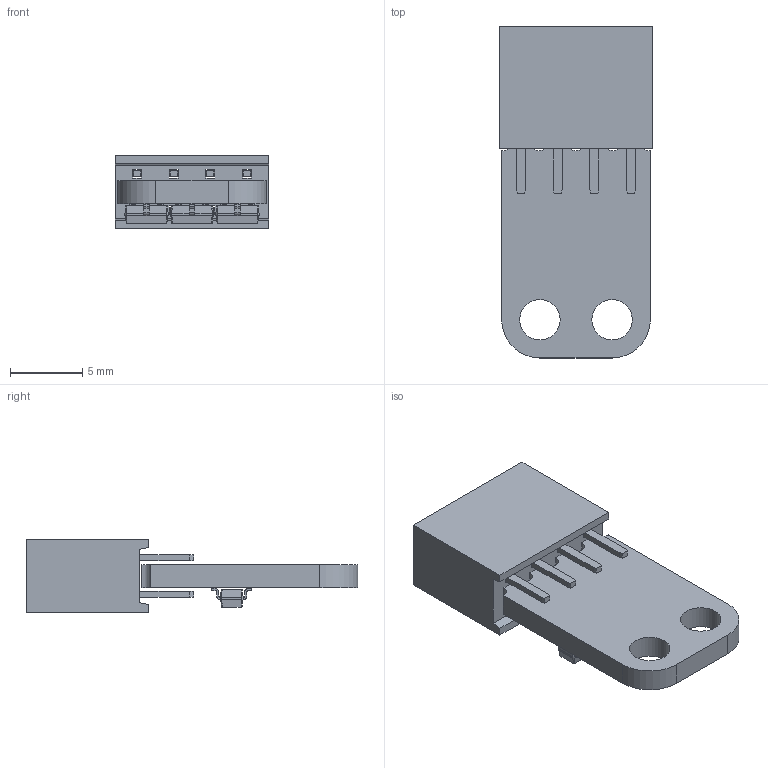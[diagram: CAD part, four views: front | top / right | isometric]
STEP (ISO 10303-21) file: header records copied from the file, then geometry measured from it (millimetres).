
FILE_DESCRIPTION(('KiCad electronic assembly'),'2;1');
FILE_NAME('TPDD_Cable.step','2024-10-12T15:19:21',('Pcbnew'),('Kicad'), 'Open CASCADE STEP processor 7.6','KiCad to STEP converter','Unknown' );
FILE_SCHEMA(('AUTOMOTIVE_DESIGN { 1 0 10303 214 1 1 1 1 }'));
Length unit declared in the file: millimetre
Products named in the file (6): TPDD_Cable 1; PPPC042LFBN-RC_bkw; Unnamed; SC-59; SC_59; TPDD_Cable_PCB
Assembly tree (7 placements, depth 3):
  TPDD_Cable 1
    PPPC042LFBN-RC_bkw
      Unnamed
    SC-59  x3
      SC_59
    TPDD_Cable_PCB
Bounding box: 10.67 x 23.01 x 5.08 mm (x, y, z)
Volume: 660.2 mm3; surface area: 1158.3 mm2
Topology: 21 solids, 21 shells, 485 faces, 1171 edges, 728 vertices
Faces by surface type: plane 314, cylinder 90, bspline 81
Full cylindrical faces by diameter (mm): 2.8 x2
Entity records: 10228 total; most frequent: CARTESIAN_POINT 1781, ORIENTED_EDGE 1622, DIRECTION 1539, EDGE_CURVE 811, LINE 647, VECTOR 647, VERTEX_POINT 516, AXIS2_PLACEMENT_3D 446
